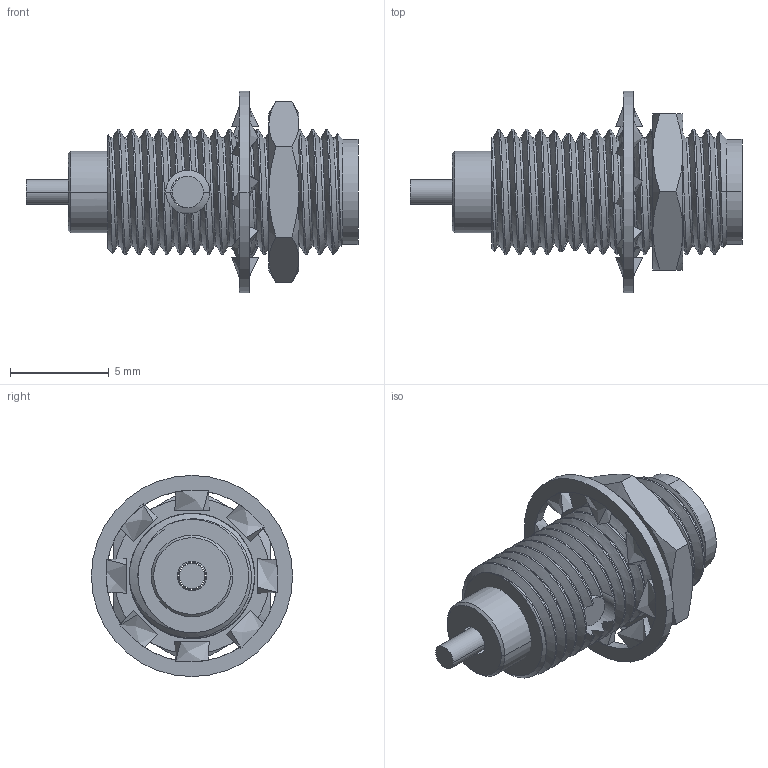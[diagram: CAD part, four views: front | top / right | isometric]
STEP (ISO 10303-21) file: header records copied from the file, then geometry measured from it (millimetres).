
FILE_DESCRIPTION((''),'2;1');
FILE_NAME('901-9220-SF','2013-11-08T',('Mohan'),(''),'PRO/ENGINEER BY PARAMETRIC TECHNOLOGY CORPORATION, 2010100','PRO/ENGINEER BY PARAMETRIC TECHNOLOGY CORPORATION, 2010100','');
FILE_SCHEMA(('CONFIG_CONTROL_DESIGN'));
Products named in the file (1): 901-9220-SF
Bounding box: 16.84 x 10.21 x 10.21 mm (x, y, z)
Surface area: 902.9 mm2 (no closed solid volume)
Topology: 0 solids, 11 shells, 170 faces, 561 edges, 364 vertices
Faces by surface type: cylinder 70, bspline 51, cone 27, plane 22
Entity records: 44824 total; most frequent: CARTESIAN_POINT 40485, ORIENTED_EDGE 962, DIRECTION 697, EDGE_CURVE 559, VERTEX_POINT 364, AXIS2_PLACEMENT_3D 248, B_SPLINE_CURVE_WITH_KNOTS 229, VECTOR 201
